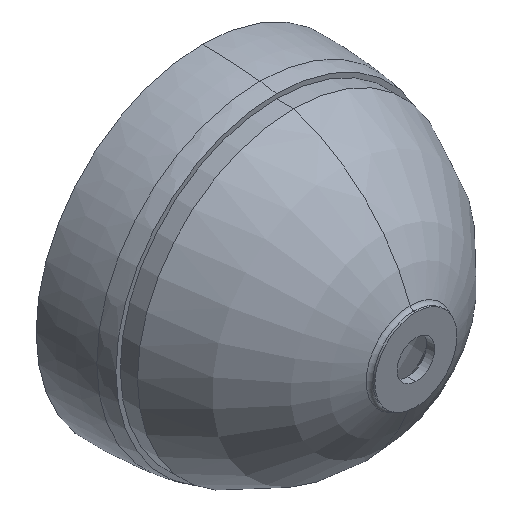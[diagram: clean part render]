
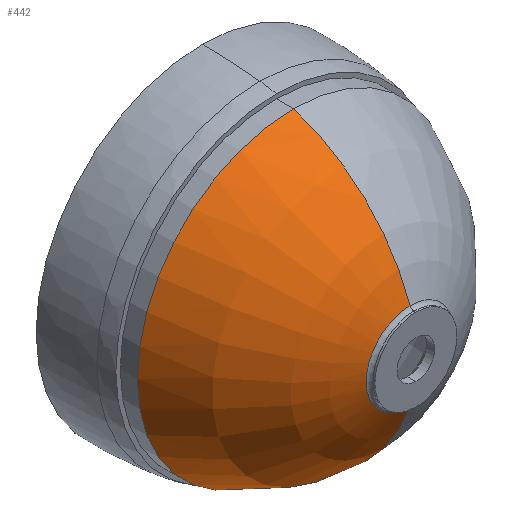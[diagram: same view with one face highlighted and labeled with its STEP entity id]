
A CAD part, isometric view. The second image highlights one B-rep face of the part: STEP entity #442.
In plain terms, the highlighted toroidal (fillet/blend) face has major radius 20.044 mm and minor radius 220 mm.
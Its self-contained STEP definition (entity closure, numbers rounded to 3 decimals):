
#6 = AXIS2_PLACEMENT_3D ( 'NONE', #523, #210, #426 ) ;
#18 = DIRECTION ( 'NONE',  ( 0., 0., -1. ) ) ;
#25 = DIRECTION ( 'NONE',  ( 0., 0., 1. ) ) ;
#46 = VERTEX_POINT ( 'NONE', #602 ) ;
#51 = EDGE_CURVE ( 'NONE', #562, #46, #260, .T. ) ;
#75 = ORIENTED_EDGE ( 'NONE', *, *, #51, .F. ) ;
#126 = AXIS2_PLACEMENT_3D ( 'NONE', #333, #649, #25 ) ;
#176 = CIRCLE ( 'NONE', #509, 53.332 ) ;
#182 = VERTEX_POINT ( 'NONE', #655 ) ;
#189 = CARTESIAN_POINT ( 'NONE',  ( 0., 7.149, 0. ) ) ;
#210 = DIRECTION ( 'NONE',  ( 0., -1., 0. ) ) ;
#215 = ORIENTED_EDGE ( 'NONE', *, *, #271, .T. ) ;
#260 = CIRCLE ( 'NONE', #376, 220. ) ;
#271 = EDGE_CURVE ( 'NONE', #562, #412, #422, .T. ) ;
#305 = DIRECTION ( 'NONE',  ( 0., 0., -1. ) ) ;
#308 = CARTESIAN_POINT ( 'NONE',  ( 0., 149.118, -190. ) ) ;
#333 = CARTESIAN_POINT ( 'NONE',  ( 0., 214.552, 20.044 ) ) ;
#363 = EDGE_LOOP ( 'NONE', ( #75, #215, #404, #645 ) ) ;
#364 = EDGE_CURVE ( 'NONE', #412, #182, #474, .T. ) ;
#371 = CARTESIAN_POINT ( 'NONE',  ( 0., 214.552, -20.044 ) ) ;
#376 = AXIS2_PLACEMENT_3D ( 'NONE', #371, #571, #635 ) ;
#389 = DIRECTION ( 'NONE',  ( 0., -1., 0. ) ) ;
#404 = ORIENTED_EDGE ( 'NONE', *, *, #364, .T. ) ;
#412 = VERTEX_POINT ( 'NONE', #308 ) ;
#422 = CIRCLE ( 'NONE', #6, 190. ) ;
#426 = DIRECTION ( 'NONE',  ( 0., 0., -1. ) ) ;
#442 = ADVANCED_FACE ( 'NONE', ( #600 ), #647, .T. ) ;
#474 = CIRCLE ( 'NONE', #126, 220. ) ;
#509 = AXIS2_PLACEMENT_3D ( 'NONE', #189, #569, #305 ) ;
#519 = AXIS2_PLACEMENT_3D ( 'NONE', #612, #389, #18 ) ;
#523 = CARTESIAN_POINT ( 'NONE',  ( 0., 149.118, 0. ) ) ;
#535 = CARTESIAN_POINT ( 'NONE',  ( 0., 149.118, 190. ) ) ;
#562 = VERTEX_POINT ( 'NONE', #535 ) ;
#569 = DIRECTION ( 'NONE',  ( 0., -1., 0. ) ) ;
#571 = DIRECTION ( 'NONE',  ( 1., 0., 0. ) ) ;
#600 = FACE_OUTER_BOUND ( 'NONE', #363, .T. ) ;
#602 = CARTESIAN_POINT ( 'NONE',  ( 0., 7.149, 53.332 ) ) ;
#612 = CARTESIAN_POINT ( 'NONE',  ( 0., 214.552, 0. ) ) ;
#635 = DIRECTION ( 'NONE',  ( 0., 0., -1. ) ) ;
#645 = ORIENTED_EDGE ( 'NONE', *, *, #653, .F. ) ;
#647 = TOROIDAL_SURFACE ( 'NONE', #519, -20.044, 220. ) ;
#649 = DIRECTION ( 'NONE',  ( -1., 0., 0. ) ) ;
#653 = EDGE_CURVE ( 'NONE', #46, #182, #176, .T. ) ;
#655 = CARTESIAN_POINT ( 'NONE',  ( 0., 7.149, -53.332 ) ) ;
